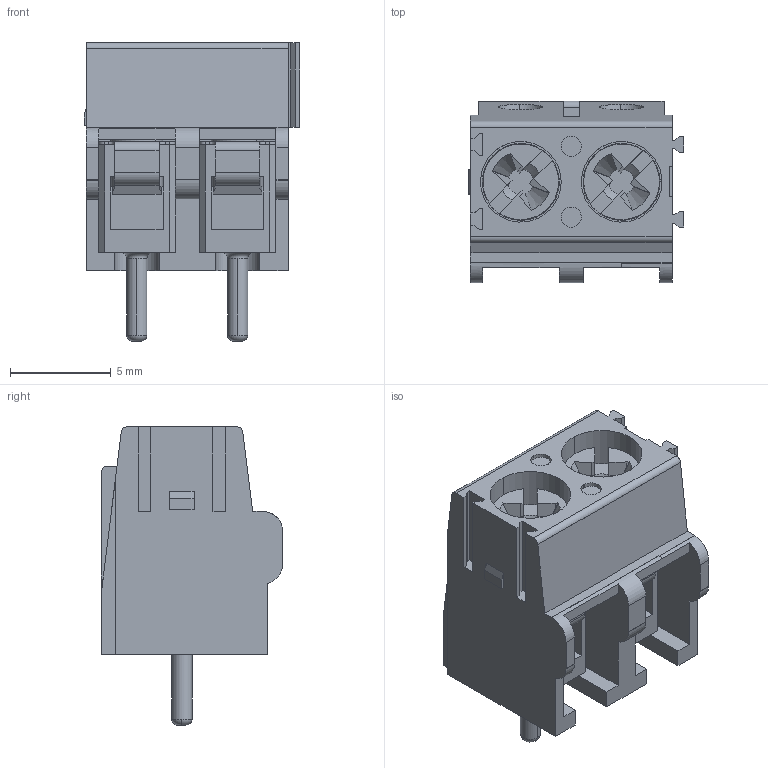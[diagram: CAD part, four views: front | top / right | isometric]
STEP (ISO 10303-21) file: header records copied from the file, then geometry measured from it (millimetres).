
FILE_DESCRIPTION(('STEP AP242'),'1');
FILE_NAME('1935161.stp','2024-03-26T03:17:09',('TraceParts'),('TraceParts S.A.'),'Spatial InterOp 3D',' ',' ');
FILE_SCHEMA(('AP242_MANAGED_MODEL_BASED_3D_ENGINEERING_MIM_LF {1 0 10303 442 1 1 4}'));
Length unit declared in the file: millimetre
Products named in the file (1): 1935161_1
Bounding box: 10.67 x 9 x 14.8 mm (x, y, z)
Volume: 632.7 mm3; surface area: 1488.3 mm2
Topology: 5 solids, 5 shells, 348 faces, 1012 edges, 673 vertices
Faces by surface type: plane 188, cylinder 124, cone 24, torus 12
Entity records: 20519 total; most frequent: CARTESIAN_POINT 3662, ORIENTED_EDGE 2026, DIRECTION 1920, STYLED_ITEM 1282, PRESENTATION_STYLE_ASSIGNMENT 1282, COLOUR_RGB 1282, EDGE_CURVE 1013, CURVE_STYLE 929
